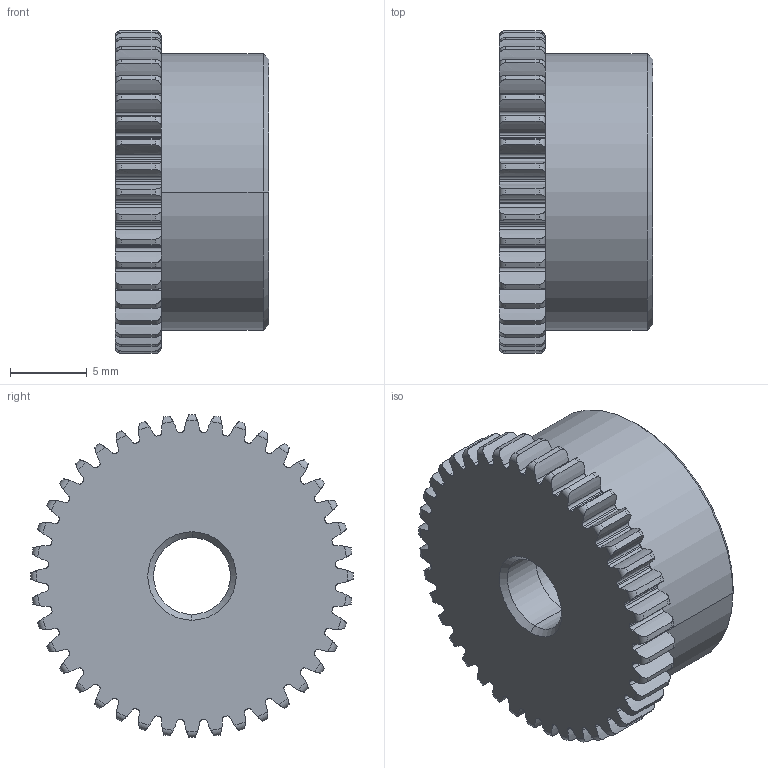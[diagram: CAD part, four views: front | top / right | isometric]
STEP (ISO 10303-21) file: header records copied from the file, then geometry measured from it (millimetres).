
FILE_DESCRIPTION((''),'2;1');
FILE_NAME('KBSS0_5-40B','2017-09-15T',('SYSTEM'),(''),'PRO/ENGINEER BY PARAMETRIC TECHNOLOGY CORPORATION, 2016360','PRO/ENGINEER BY PARAMETRIC TECHNOLOGY CORPORATION, 2016360','');
FILE_SCHEMA(('AUTOMOTIVE_DESIGN { 1 0 10303 214 1 1 1 1 }'));
Length unit declared in the file: millimetre
Products named in the file (1): KBSS0_5-40B
Bounding box: 10 x 21 x 21 mm (x, y, z)
Volume: 2513.1 mm3; surface area: 1478.3 mm2
Topology: 1 solids, 1 shells, 333 faces, 988 edges, 658 vertices
Faces by surface type: cylinder 164, torus 80, extrusion 80, cone 6, plane 3
Entity records: 16252 total; most frequent: CARTESIAN_POINT 7135, ORIENTED_EDGE 1976, DIRECTION 1670, EDGE_CURVE 988, AXIS2_PLACEMENT_3D 669, VERTEX_POINT 658, CIRCLE 416, B_SPLINE_CURVE_WITH_KNOTS 400
